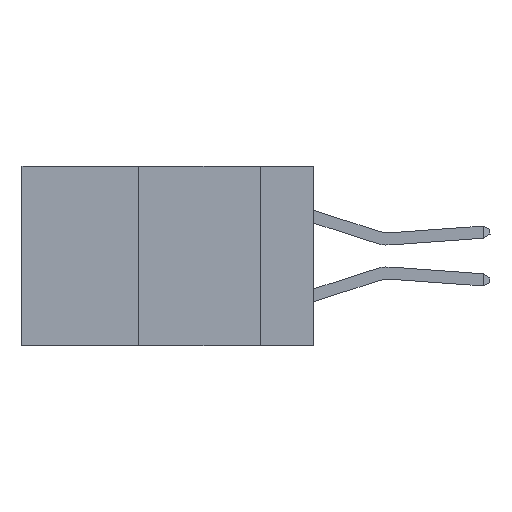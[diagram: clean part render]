
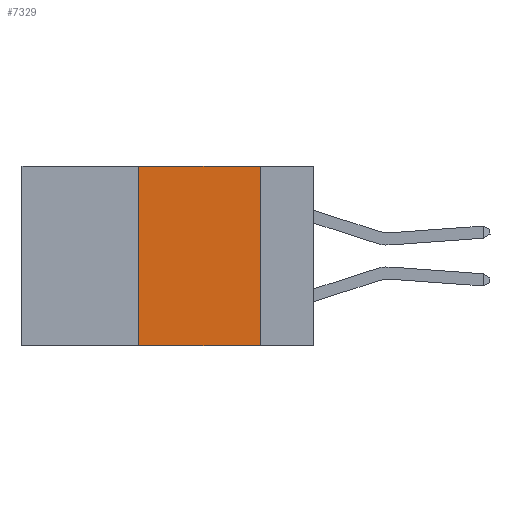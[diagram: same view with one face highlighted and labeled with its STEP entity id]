
A CAD part, left-side view. The second image highlights one B-rep face of the part: STEP entity #7329.
In plain terms, the highlighted planar face has unit normal (-1, 0, 0).
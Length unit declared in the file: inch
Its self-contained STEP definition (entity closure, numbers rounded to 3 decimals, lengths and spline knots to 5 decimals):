
#551 = ORIENTED_EDGE ( 'NONE', *, *, #13102, .F. ) ;
#1315 = CARTESIAN_POINT ( 'NONE',  ( 0., 0.6, -0.37 ) ) ;
#1360 = CARTESIAN_POINT ( 'NONE',  ( 0., 0.6, 0. ) ) ;
#1824 = FACE_OUTER_BOUND ( 'NONE', #14114, .T. ) ;
#2444 = VECTOR ( 'NONE', #14952, 39.37008 ) ;
#2691 = VERTEX_POINT ( 'NONE', #9947 ) ;
#2695 = LINE ( 'NONE', #8959, #2444 ) ;
#2997 = CARTESIAN_POINT ( 'NONE',  ( 0., 0.36, -0.37 ) ) ;
#3352 = ORIENTED_EDGE ( 'NONE', *, *, #7565, .F. ) ;
#4337 = DIRECTION ( 'NONE',  ( 0., 0., -1. ) ) ;
#5683 = CARTESIAN_POINT ( 'NONE',  ( 0., 0.11, 0. ) ) ;
#6322 = DIRECTION ( 'NONE',  ( 0., -1., 0. ) ) ;
#6644 = VECTOR ( 'NONE', #6322, 39.37008 ) ;
#6816 = VECTOR ( 'NONE', #9933, 39.37008 ) ;
#7329 = ADVANCED_FACE ( 'NONE', ( #1824 ), #9446, .F. ) ;
#7524 = LINE ( 'NONE', #1360, #6644 ) ;
#7565 = EDGE_CURVE ( 'NONE', #9465, #10876, #2695, .T. ) ;
#7634 = EDGE_CURVE ( 'NONE', #9465, #14559, #12368, .T. ) ;
#8959 = CARTESIAN_POINT ( 'NONE',  ( 0., 0.36, 0. ) ) ;
#9446 = PLANE ( 'NONE',  #13656 ) ;
#9465 = VERTEX_POINT ( 'NONE', #2997 ) ;
#9933 = DIRECTION ( 'NONE',  ( 0., -1., 0. ) ) ;
#9947 = CARTESIAN_POINT ( 'NONE',  ( 0., 0.11, 0. ) ) ;
#10357 = CARTESIAN_POINT ( 'NONE',  ( 0., 0.6, 0. ) ) ;
#10633 = DIRECTION ( 'NONE',  ( 0., 0., -1. ) ) ;
#10874 = EDGE_CURVE ( 'NONE', #10876, #2691, #7524, .T. ) ;
#10876 = VERTEX_POINT ( 'NONE', #11250 ) ;
#11250 = CARTESIAN_POINT ( 'NONE',  ( 0., 0.36, 0. ) ) ;
#11528 = VECTOR ( 'NONE', #10633, 39.37008 ) ;
#11724 = DIRECTION ( 'NONE',  ( 1., 0., 0. ) ) ;
#11857 = LINE ( 'NONE', #5683, #11528 ) ;
#12121 = ORIENTED_EDGE ( 'NONE', *, *, #7634, .T. ) ;
#12368 = LINE ( 'NONE', #1315, #6816 ) ;
#13102 = EDGE_CURVE ( 'NONE', #2691, #14559, #11857, .T. ) ;
#13407 = CARTESIAN_POINT ( 'NONE',  ( 0., 0.11, -0.37 ) ) ;
#13630 = ORIENTED_EDGE ( 'NONE', *, *, #10874, .F. ) ;
#13656 = AXIS2_PLACEMENT_3D ( 'NONE', #10357, #11724, #4337 ) ;
#14114 = EDGE_LOOP ( 'NONE', ( #551, #13630, #3352, #12121 ) ) ;
#14559 = VERTEX_POINT ( 'NONE', #13407 ) ;
#14952 = DIRECTION ( 'NONE',  ( 0., 0., 1. ) ) ;
